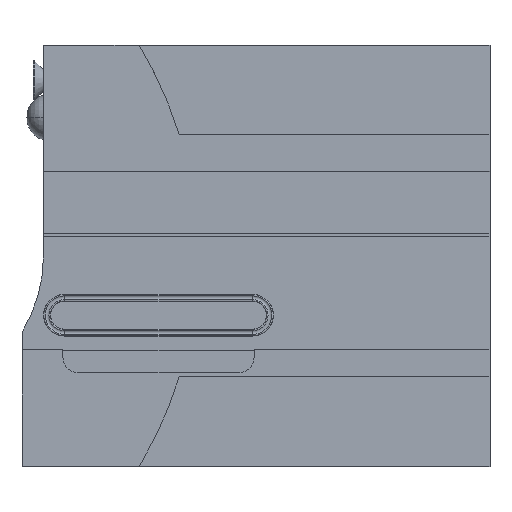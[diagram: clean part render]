
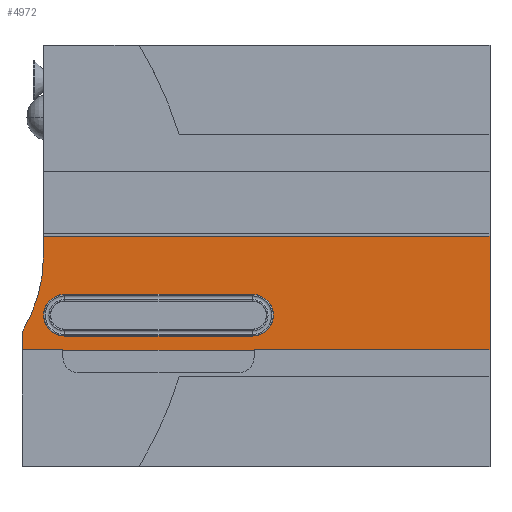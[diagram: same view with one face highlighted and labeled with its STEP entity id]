
A CAD part, top view. The second image highlights one B-rep face of the part: STEP entity #4972.
In plain terms, the highlighted planar face has unit normal (0, 0, 1).
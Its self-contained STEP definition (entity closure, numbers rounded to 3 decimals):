
#1231=DIRECTION('',(0.,-1.,0.));
#1232=VECTOR('',#1231,30.164);
#1233=CARTESIAN_POINT('',(27.,5.056,109.1));
#1234=LINE('',#1233,#1232);
#1335=DIRECTION('',(0.,1.,0.));
#1336=VECTOR('',#1335,5.056);
#1337=CARTESIAN_POINT('',(-87.5,0.,109.1));
#1338=LINE('',#1337,#1336);
#1417=DIRECTION('',(-1.,0.,0.));
#1418=VECTOR('',#1417,114.5);
#1419=CARTESIAN_POINT('',(27.,5.056,109.1));
#1420=LINE('',#1419,#1418);
#1429=DIRECTION('',(1.,0.,0.));
#1430=VECTOR('',#1429,120.);
#1431=CARTESIAN_POINT('',(-93.,-25.108,109.1));
#1432=LINE('',#1431,#1430);
#2015=CARTESIAN_POINT('',(-125.,0.,109.1));
#2016=DIRECTION('',(0.,0.,-1.));
#2017=DIRECTION('',(1.,0.,0.));
#2018=AXIS2_PLACEMENT_3D('',#2015,#2016,#2017);
#2028=DIRECTION('',(0.,-1.,0.));
#2029=VECTOR('',#2028,5.557);
#2030=CARTESIAN_POINT('',(-93.,-19.551,109.1));
#2031=LINE('',#2030,#2029);
#2252=DIRECTION('',(-1.,0.,0.));
#2253=VECTOR('',#2252,48.2);
#2254=CARTESIAN_POINT('',(-33.9,-9.884,109.1));
#2255=LINE('',#2254,#2253);
#2260=CARTESIAN_POINT('',(-33.9,-15.2,109.1));
#2261=DIRECTION('',(0.,0.,1.));
#2262=DIRECTION('',(0.,-1.,0.));
#2263=AXIS2_PLACEMENT_3D('',#2260,#2261,#2262);
#2280=DIRECTION('',(1.,0.,0.));
#2281=VECTOR('',#2280,48.2);
#2282=CARTESIAN_POINT('',(-82.1,-20.516,109.1));
#2283=LINE('',#2282,#2281);
#2293=CARTESIAN_POINT('',(-82.1,-15.2,109.1));
#2294=DIRECTION('',(0.,0.,1.));
#2295=DIRECTION('',(0.,1.,0.));
#2296=AXIS2_PLACEMENT_3D('',#2293,#2294,#2295);
#3178=CARTESIAN_POINT('',(-87.5,0.,109.1));
#3179=CARTESIAN_POINT('',(-93.,-19.551,109.1));
#3180=VERTEX_POINT('',#3178);
#3181=VERTEX_POINT('',#3179);
#3182=CARTESIAN_POINT('',(-93.,-25.108,109.1));
#3183=CARTESIAN_POINT('',(27.,-25.108,109.1));
#3184=VERTEX_POINT('',#3182);
#3185=VERTEX_POINT('',#3183);
#3186=CARTESIAN_POINT('',(27.,5.056,109.1));
#3188=VERTEX_POINT('',#3186);
#3192=CARTESIAN_POINT('',(-87.5,5.056,109.1));
#3193=VERTEX_POINT('',#3192);
#3354=CARTESIAN_POINT('',(-33.9,-9.884,109.1));
#3355=CARTESIAN_POINT('',(-82.1,-9.884,109.1));
#3356=VERTEX_POINT('',#3354);
#3357=VERTEX_POINT('',#3355);
#3362=CARTESIAN_POINT('',(-82.1,-20.516,109.1));
#3363=VERTEX_POINT('',#3362);
#3366=CARTESIAN_POINT('',(-33.9,-20.516,109.1));
#3367=VERTEX_POINT('',#3366);
#4946=CARTESIAN_POINT('',(-105.,7.392,109.1));
#4947=DIRECTION('',(0.,0.,-1.));
#4948=DIRECTION('',(0.,-1.,0.));
#4949=AXIS2_PLACEMENT_3D('',#4946,#4947,#4948);
#4950=PLANE('',#4949);
#4951=ORIENTED_EDGE('',*,*,#4939,.F.);
#4952=ORIENTED_EDGE('',*,*,#4697,.T.);
#4954=ORIENTED_EDGE('',*,*,#4953,.F.);
#4956=ORIENTED_EDGE('',*,*,#4955,.F.);
#4958=ORIENTED_EDGE('',*,*,#4957,.F.);
#4959=ORIENTED_EDGE('',*,*,#4786,.T.);
#4960=EDGE_LOOP('',(#4951,#4952,#4954,#4956,#4958,#4959));
#4961=FACE_OUTER_BOUND('',#4960,.F.);
#4963=ORIENTED_EDGE('',*,*,#4962,.T.);
#4965=ORIENTED_EDGE('',*,*,#4964,.T.);
#4967=ORIENTED_EDGE('',*,*,#4966,.T.);
#4969=ORIENTED_EDGE('',*,*,#4968,.T.);
#4970=EDGE_LOOP('',(#4963,#4965,#4967,#4969));
#4971=FACE_BOUND('',#4970,.F.);
#4972=ADVANCED_FACE('',(#4961,#4971),#4950,.F.);
#2019=CIRCLE('',#2018,37.5);
#2264=CIRCLE('',#2263,5.316);
#2297=CIRCLE('',#2296,5.316);
#4697=EDGE_CURVE('',#3188,#3185,#1234,.T.);
#4786=EDGE_CURVE('',#3180,#3193,#1338,.T.);
#4939=EDGE_CURVE('',#3188,#3193,#1420,.T.);
#4953=EDGE_CURVE('',#3184,#3185,#1432,.T.);
#4955=EDGE_CURVE('',#3181,#3184,#2031,.T.);
#4957=EDGE_CURVE('',#3180,#3181,#2019,.T.);
#4962=EDGE_CURVE('',#3356,#3357,#2255,.T.);
#4964=EDGE_CURVE('',#3357,#3363,#2297,.T.);
#4966=EDGE_CURVE('',#3363,#3367,#2283,.T.);
#4968=EDGE_CURVE('',#3367,#3356,#2264,.T.);
